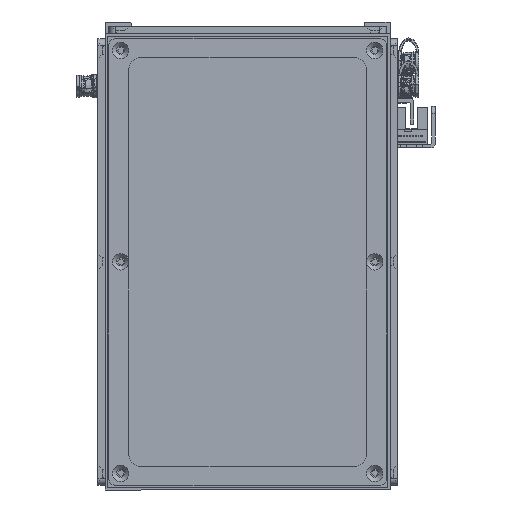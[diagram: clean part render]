
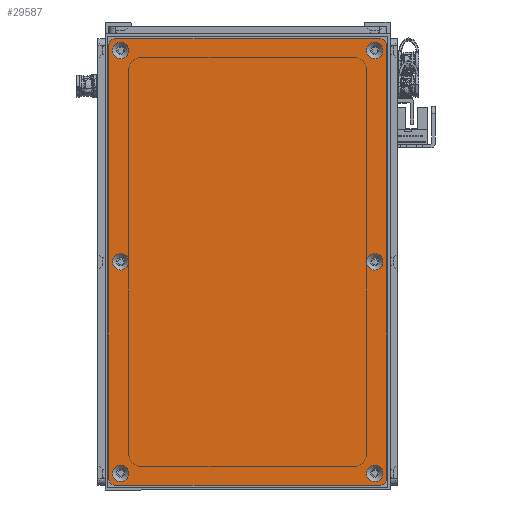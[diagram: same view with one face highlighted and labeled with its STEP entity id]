
A CAD part, front view. The second image highlights one B-rep face of the part: STEP entity #29587.
In plain terms, the highlighted planar face has unit normal (0, -1, 0).
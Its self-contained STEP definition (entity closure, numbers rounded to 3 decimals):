
#1294=FACE_BOUND('',#6155,.T.);
#1295=FACE_BOUND('',#6156,.T.);
#1296=FACE_BOUND('',#6157,.T.);
#1297=FACE_BOUND('',#6158,.T.);
#1298=FACE_BOUND('',#6159,.T.);
#1299=FACE_BOUND('',#6160,.T.);
#1933=PLANE('',#32658);
#4291=FACE_OUTER_BOUND('',#6154,.T.);
#6154=EDGE_LOOP('',(#26953,#26954,#26955,#26956,#26957,#26958,#26959,#26960));
#6155=EDGE_LOOP('',(#26961));
#6156=EDGE_LOOP('',(#26962));
#6157=EDGE_LOOP('',(#26963));
#6158=EDGE_LOOP('',(#26964));
#6159=EDGE_LOOP('',(#26965));
#6160=EDGE_LOOP('',(#26966));
#8590=LINE('',#51922,#11020);
#8591=LINE('',#51926,#11021);
#8592=LINE('',#51930,#11022);
#8593=LINE('',#51933,#11023);
#11020=VECTOR('',#40277,10.);
#11021=VECTOR('',#40280,10.);
#11022=VECTOR('',#40283,10.);
#11023=VECTOR('',#40286,10.);
#12454=CIRCLE('',#32626,3.45);
#12457=CIRCLE('',#32631,3.45);
#12460=CIRCLE('',#32636,3.45);
#12463=CIRCLE('',#32641,3.45);
#12466=CIRCLE('',#32646,3.45);
#12469=CIRCLE('',#32651,3.45);
#12472=CIRCLE('',#32656,3.);
#12474=CIRCLE('',#32659,3.);
#12475=CIRCLE('',#32660,3.);
#12476=CIRCLE('',#32661,3.);
#15156=VERTEX_POINT('',#51852);
#15159=VERTEX_POINT('',#51862);
#15162=VERTEX_POINT('',#51872);
#15165=VERTEX_POINT('',#51882);
#15168=VERTEX_POINT('',#51892);
#15171=VERTEX_POINT('',#51902);
#15174=VERTEX_POINT('',#51912);
#15175=VERTEX_POINT('',#51913);
#15178=VERTEX_POINT('',#51921);
#15179=VERTEX_POINT('',#51923);
#15180=VERTEX_POINT('',#51925);
#15181=VERTEX_POINT('',#51927);
#15182=VERTEX_POINT('',#51929);
#15183=VERTEX_POINT('',#51931);
#19139=EDGE_CURVE('',#15156,#15156,#12454,.T.);
#19144=EDGE_CURVE('',#15159,#15159,#12457,.T.);
#19149=EDGE_CURVE('',#15162,#15162,#12460,.T.);
#19154=EDGE_CURVE('',#15165,#15165,#12463,.T.);
#19159=EDGE_CURVE('',#15168,#15168,#12466,.T.);
#19164=EDGE_CURVE('',#15171,#15171,#12469,.T.);
#19169=EDGE_CURVE('',#15174,#15175,#12472,.T.);
#19173=EDGE_CURVE('',#15174,#15178,#8590,.T.);
#19174=EDGE_CURVE('',#15179,#15178,#12474,.T.);
#19175=EDGE_CURVE('',#15179,#15180,#8591,.T.);
#19176=EDGE_CURVE('',#15181,#15180,#12475,.T.);
#19177=EDGE_CURVE('',#15181,#15182,#8592,.T.);
#19178=EDGE_CURVE('',#15183,#15182,#12476,.T.);
#19179=EDGE_CURVE('',#15183,#15175,#8593,.T.);
#26953=ORIENTED_EDGE('',*,*,#19169,.F.);
#26954=ORIENTED_EDGE('',*,*,#19173,.T.);
#26955=ORIENTED_EDGE('',*,*,#19174,.F.);
#26956=ORIENTED_EDGE('',*,*,#19175,.T.);
#26957=ORIENTED_EDGE('',*,*,#19176,.F.);
#26958=ORIENTED_EDGE('',*,*,#19177,.T.);
#26959=ORIENTED_EDGE('',*,*,#19178,.F.);
#26960=ORIENTED_EDGE('',*,*,#19179,.T.);
#26961=ORIENTED_EDGE('',*,*,#19139,.T.);
#26962=ORIENTED_EDGE('',*,*,#19144,.T.);
#26963=ORIENTED_EDGE('',*,*,#19149,.T.);
#26964=ORIENTED_EDGE('',*,*,#19154,.T.);
#26965=ORIENTED_EDGE('',*,*,#19159,.T.);
#26966=ORIENTED_EDGE('',*,*,#19164,.T.);
#29587=ADVANCED_FACE('',(#4291,#1294,#1295,#1296,#1297,#1298,#1299),#1933,
 .T.);
#32626=AXIS2_PLACEMENT_3D('',#51853,#40197,#40198);
#32631=AXIS2_PLACEMENT_3D('',#51863,#40209,#40210);
#32636=AXIS2_PLACEMENT_3D('',#51873,#40221,#40222);
#32641=AXIS2_PLACEMENT_3D('',#51883,#40233,#40234);
#32646=AXIS2_PLACEMENT_3D('',#51893,#40245,#40246);
#32651=AXIS2_PLACEMENT_3D('',#51903,#40257,#40258);
#32656=AXIS2_PLACEMENT_3D('',#51914,#40269,#40270);
#32658=AXIS2_PLACEMENT_3D('',#51920,#40275,#40276);
#32659=AXIS2_PLACEMENT_3D('',#51924,#40278,#40279);
#32660=AXIS2_PLACEMENT_3D('',#51928,#40281,#40282);
#32661=AXIS2_PLACEMENT_3D('',#51932,#40284,#40285);
#40197=DIRECTION('center_axis',(0.,1.,0.));
#40198=DIRECTION('ref_axis',(1.,0.,0.));
#40209=DIRECTION('center_axis',(0.,1.,0.));
#40210=DIRECTION('ref_axis',(1.,0.,0.));
#40221=DIRECTION('center_axis',(0.,1.,0.));
#40222=DIRECTION('ref_axis',(1.,0.,0.));
#40233=DIRECTION('center_axis',(0.,1.,0.));
#40234=DIRECTION('ref_axis',(1.,0.,0.));
#40245=DIRECTION('center_axis',(0.,1.,0.));
#40246=DIRECTION('ref_axis',(1.,0.,0.));
#40257=DIRECTION('center_axis',(0.,1.,0.));
#40258=DIRECTION('ref_axis',(1.,0.,0.));
#40269=DIRECTION('center_axis',(0.,1.,0.));
#40270=DIRECTION('ref_axis',(-0.707,0.,0.707));
#40275=DIRECTION('center_axis',(0.,-1.,0.));
#40276=DIRECTION('ref_axis',(0.,0.,-1.));
#40277=DIRECTION('',(0.,0.,-1.));
#40278=DIRECTION('center_axis',(0.,1.,0.));
#40279=DIRECTION('ref_axis',(-0.707,0.,-0.707));
#40280=DIRECTION('',(1.,0.,0.));
#40281=DIRECTION('center_axis',(0.,1.,0.));
#40282=DIRECTION('ref_axis',(0.707,0.,-0.707));
#40283=DIRECTION('',(0.,0.,1.));
#40284=DIRECTION('center_axis',(0.,1.,0.));
#40285=DIRECTION('ref_axis',(0.707,0.,0.707));
#40286=DIRECTION('',(-1.,0.,0.));
#51852=CARTESIAN_POINT('',(85.55,-1.5,53.5));
#51853=CARTESIAN_POINT('Origin',(89.,-1.5,53.5));
#51862=CARTESIAN_POINT('',(-3.45,-1.5,-53.5));
#51863=CARTESIAN_POINT('Origin',(0.,-1.5,-53.5));
#51872=CARTESIAN_POINT('',(-92.45,-1.5,53.5));
#51873=CARTESIAN_POINT('Origin',(-89.,-1.5,53.5));
#51882=CARTESIAN_POINT('',(-92.45,-1.5,-53.5));
#51883=CARTESIAN_POINT('Origin',(-89.,-1.5,-53.5));
#51892=CARTESIAN_POINT('',(-3.45,-1.5,53.5));
#51893=CARTESIAN_POINT('Origin',(0.,-1.5,53.5));
#51902=CARTESIAN_POINT('',(85.55,-1.5,-53.5));
#51903=CARTESIAN_POINT('Origin',(89.,-1.5,-53.5));
#51912=CARTESIAN_POINT('',(-94.,-1.5,55.5));
#51913=CARTESIAN_POINT('',(-91.,-1.5,58.5));
#51914=CARTESIAN_POINT('Origin',(-91.,-1.5,55.5));
#51920=CARTESIAN_POINT('Origin',(0.,-1.5,0.));
#51921=CARTESIAN_POINT('',(-94.,-1.5,-55.5));
#51922=CARTESIAN_POINT('',(-94.,-1.5,58.5));
#51923=CARTESIAN_POINT('',(-91.,-1.5,-58.5));
#51924=CARTESIAN_POINT('Origin',(-91.,-1.5,-55.5));
#51925=CARTESIAN_POINT('',(91.,-1.5,-58.5));
#51926=CARTESIAN_POINT('',(-94.,-1.5,-58.5));
#51927=CARTESIAN_POINT('',(94.,-1.5,-55.5));
#51928=CARTESIAN_POINT('Origin',(91.,-1.5,-55.5));
#51929=CARTESIAN_POINT('',(94.,-1.5,55.5));
#51930=CARTESIAN_POINT('',(94.,-1.5,-58.5));
#51931=CARTESIAN_POINT('',(91.,-1.5,58.5));
#51932=CARTESIAN_POINT('Origin',(91.,-1.5,55.5));
#51933=CARTESIAN_POINT('',(94.,-1.5,58.5));
